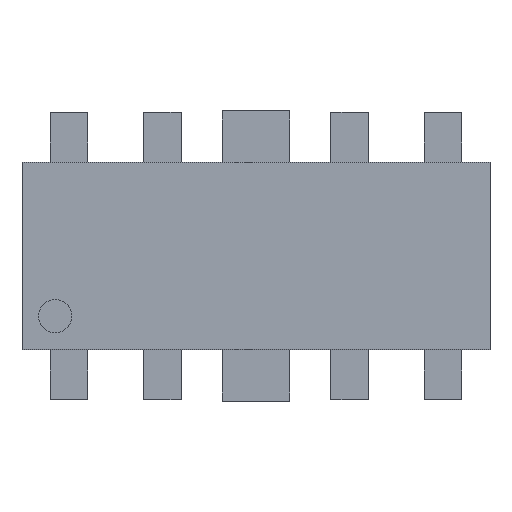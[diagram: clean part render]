
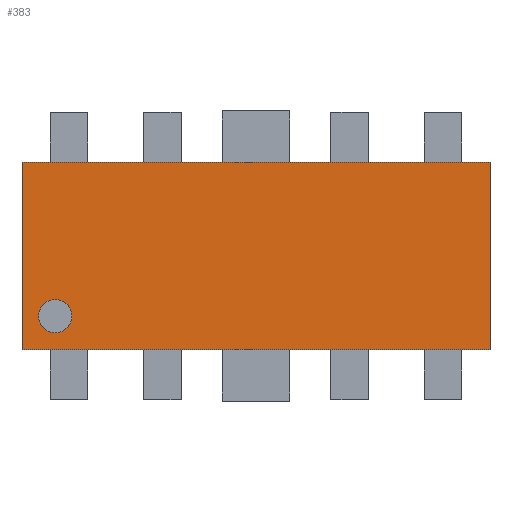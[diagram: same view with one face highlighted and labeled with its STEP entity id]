
A CAD part, top view. The second image highlights one B-rep face of the part: STEP entity #383.
In plain terms, the highlighted planar face has unit normal (0, 0, 1).
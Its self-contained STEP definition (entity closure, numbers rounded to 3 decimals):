
#360=CIRCLE('',#1352,0.089);
#361=CIRCLE('',#1353,0.089);
#364=FACE_BOUND('',#527,.T.);
#365=FACE_BOUND('',#528,.T.);
#383=ADVANCED_FACE('',(#364,#365),#432,.T.);
#432=PLANE('',#1354);
#527=EDGE_LOOP('',(#708,#709,#710,#711));
#528=EDGE_LOOP('',(#712,#713));
#708=ORIENTED_EDGE('',*,*,#1035,.T.);
#709=ORIENTED_EDGE('',*,*,#1041,.T.);
#710=ORIENTED_EDGE('',*,*,#974,.T.);
#711=ORIENTED_EDGE('',*,*,#1040,.T.);
#712=ORIENTED_EDGE('',*,*,#1042,.F.);
#713=ORIENTED_EDGE('',*,*,#1043,.F.);
#881=VERTEX_POINT('',#1723);
#882=VERTEX_POINT('',#1725);
#922=VERTEX_POINT('',#1836);
#923=VERTEX_POINT('',#1838);
#924=VERTEX_POINT('',#1851);
#925=VERTEX_POINT('',#1852);
#974=EDGE_CURVE('',#882,#881,#1112,.T.);
#1035=EDGE_CURVE('',#923,#922,#1173,.T.);
#1040=EDGE_CURVE('',#881,#923,#1178,.T.);
#1041=EDGE_CURVE('',#922,#882,#1179,.T.);
#1042=EDGE_CURVE('',#924,#925,#360,.T.);
#1043=EDGE_CURVE('',#925,#924,#361,.T.);
#1112=LINE('',#1724,#1246);
#1173=LINE('',#1837,#1307);
#1178=LINE('',#1847,#1312);
#1179=LINE('',#1849,#1313);
#1246=VECTOR('',#1438,1.);
#1307=VECTOR('',#1521,1.);
#1312=VECTOR('',#1534,1.);
#1313=VECTOR('',#1537,1.);
#1352=AXIS2_PLACEMENT_3D('',#1850,#1538,#1539);
#1353=AXIS2_PLACEMENT_3D('',#1853,#1540,#1541);
#1354=AXIS2_PLACEMENT_3D('',#1854,#1542,#1543);
#1438=DIRECTION('',(-1.,0.,0.));
#1521=DIRECTION('',(1.,0.,0.));
#1534=DIRECTION('',(0.,-1.,0.));
#1537=DIRECTION('',(0.,1.,0.));
#1538=DIRECTION('',(0.,0.,1.));
#1539=DIRECTION('',(-1.,0.,0.));
#1540=DIRECTION('',(0.,0.,1.));
#1541=DIRECTION('',(1.,0.,0.));
#1542=DIRECTION('',(0.,0.,1.));
#1543=DIRECTION('',(-1.,0.,0.));
#1723=CARTESIAN_POINT('',(-1.25,0.5,0.626));
#1724=CARTESIAN_POINT('',(1.25,0.5,0.626));
#1725=CARTESIAN_POINT('',(1.25,0.5,0.626));
#1836=CARTESIAN_POINT('',(1.25,-0.5,0.626));
#1837=CARTESIAN_POINT('',(-1.25,-0.5,0.626));
#1838=CARTESIAN_POINT('',(-1.25,-0.5,0.626));
#1847=CARTESIAN_POINT('',(-1.25,0.5,0.626));
#1849=CARTESIAN_POINT('',(1.25,-0.5,0.626));
#1850=CARTESIAN_POINT('',(-1.072,-0.322,0.626));
#1851=CARTESIAN_POINT('',(-1.161,-0.322,0.626));
#1852=CARTESIAN_POINT('',(-0.983,-0.322,0.626));
#1853=CARTESIAN_POINT('',(-1.072,-0.322,0.626));
#1854=CARTESIAN_POINT('',(0.,0.,0.626));
